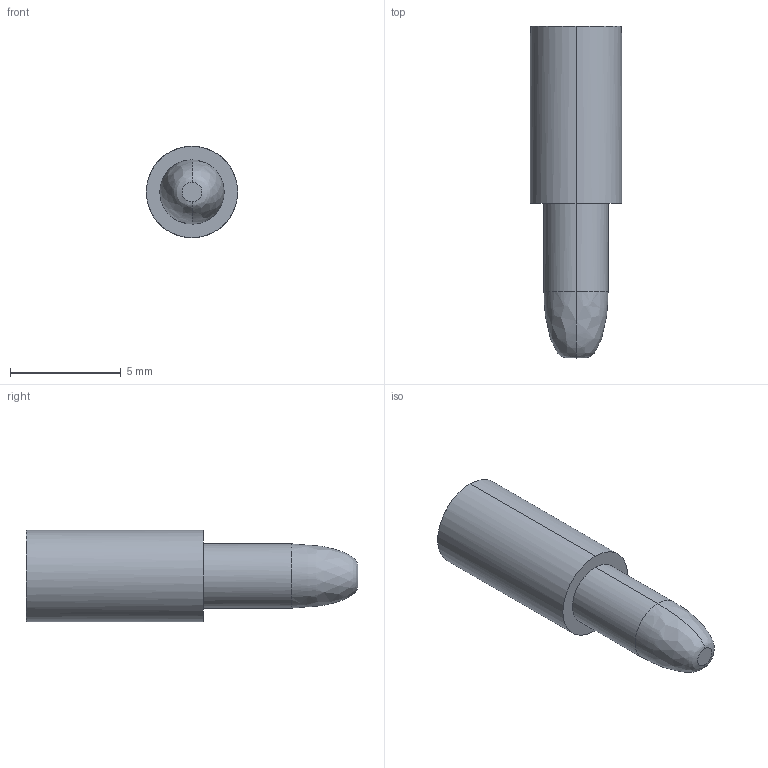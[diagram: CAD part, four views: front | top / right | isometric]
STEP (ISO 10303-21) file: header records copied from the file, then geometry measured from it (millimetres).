
FILE_DESCRIPTION (( 'STEP AP214' ), '1' );
FILE_NAME ('Spring head.STEP', '2025-06-26T01:02:41', ( '' ), ( '' ), 'SwSTEP 2.0', 'SolidWorks 2020', '' );
FILE_SCHEMA (( 'AUTOMOTIVE_DESIGN' ));
Length unit declared in the file: millimetre
Products named in the file (1): Spring head
Bounding box: 4.13 x 15 x 4.13 mm (x, y, z)
Volume: 142.2 mm3; surface area: 193 mm2
Topology: 1 solids, 1 shells, 17 faces, 40 edges, 26 vertices
Faces by surface type: plane 8, cylinder 7, bspline 2
Entity records: 768 total; most frequent: CARTESIAN_POINT 354, ORIENTED_EDGE 80, DIRECTION 78, EDGE_CURVE 40, AXIS2_PLACEMENT_3D 32, VERTEX_POINT 26, EDGE_LOOP 18, ADVANCED_FACE 17
